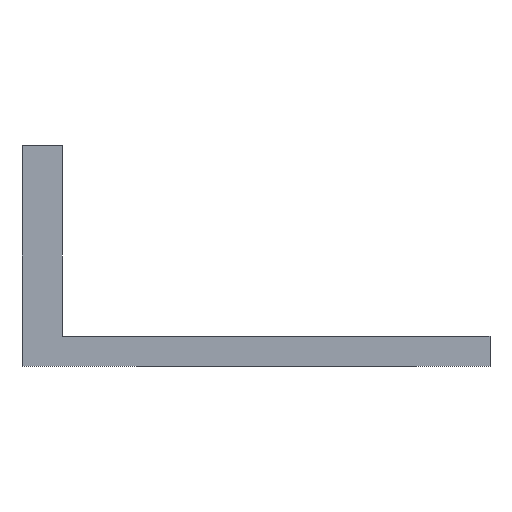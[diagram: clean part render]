
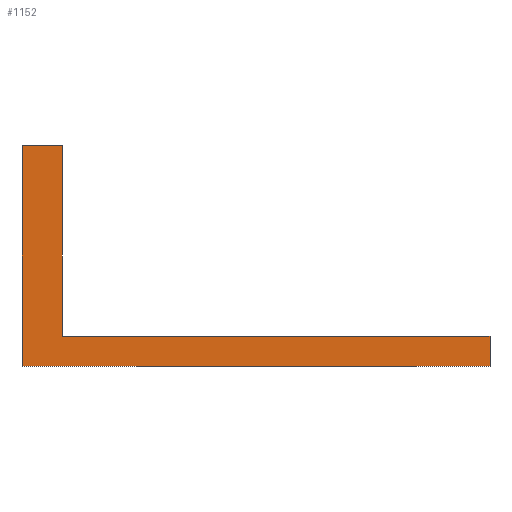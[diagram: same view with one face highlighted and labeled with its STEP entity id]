
A CAD part, front view. The second image highlights one B-rep face of the part: STEP entity #1152.
In plain terms, the highlighted planar face has unit normal (0, -1, 0).
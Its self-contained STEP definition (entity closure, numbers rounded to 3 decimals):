
#850=CARTESIAN_POINT('',(1149.246,-531.555,-5.824));
#851=VERTEX_POINT('',#850);
#858=CARTESIAN_POINT('',(1149.246,-531.555,-7.324));
#859=VERTEX_POINT('',#858);
#860=CARTESIAN_POINT('',(1149.246,-531.555,-7.324));
#861=DIRECTION('',(0.,0.,1.));
#862=VECTOR('',#861,1.5);
#863=LINE('',#860,#862);
#864=EDGE_CURVE('',#859,#851,#863,.T.);
#935=CARTESIAN_POINT('',(1125.896,-531.555,-7.324));
#936=VERTEX_POINT('',#935);
#937=CARTESIAN_POINT('',(1125.896,-531.555,3.676));
#938=VERTEX_POINT('',#937);
#939=CARTESIAN_POINT('',(1125.896,-531.555,-7.324));
#940=DIRECTION('',(0.,0.,1.));
#941=VECTOR('',#940,11.);
#942=LINE('',#939,#941);
#943=EDGE_CURVE('',#936,#938,#942,.T.);
#1115=CARTESIAN_POINT('',(1126.896,-531.555,-7.324));
#1116=DIRECTION('',(0.,-1.,0.));
#1117=DIRECTION('',(-0.,0.,-1.));
#1118=AXIS2_PLACEMENT_3D('',#1115,#1116,#1117);
#1119=PLANE('',#1118);
#1120=CARTESIAN_POINT('',(1127.896,-531.555,-5.824));
#1121=VERTEX_POINT('',#1120);
#1122=CARTESIAN_POINT('',(1127.896,-531.555,-5.824));
#1123=DIRECTION('',(1.,0.,-0.));
#1124=VECTOR('',#1123,21.35);
#1125=LINE('',#1122,#1124);
#1126=EDGE_CURVE('',#1121,#851,#1125,.T.);
#1127=ORIENTED_EDGE('',*,*,#1126,.F.);
#1128=CARTESIAN_POINT('',(1127.896,-531.555,3.676));
#1129=VERTEX_POINT('',#1128);
#1130=CARTESIAN_POINT('',(1127.896,-531.555,3.676));
#1131=DIRECTION('',(-0.,0.,-1.));
#1132=VECTOR('',#1131,9.5);
#1133=LINE('',#1130,#1132);
#1134=EDGE_CURVE('',#1129,#1121,#1133,.T.);
#1135=ORIENTED_EDGE('',*,*,#1134,.F.);
#1136=CARTESIAN_POINT('',(1125.896,-531.555,3.676));
#1137=DIRECTION('',(1.,0.,-0.));
#1138=VECTOR('',#1137,2.);
#1139=LINE('',#1136,#1138);
#1140=EDGE_CURVE('',#938,#1129,#1139,.T.);
#1141=ORIENTED_EDGE('',*,*,#1140,.F.);
#1142=ORIENTED_EDGE('',*,*,#943,.F.);
#1143=CARTESIAN_POINT('',(1125.896,-531.555,-7.324));
#1144=DIRECTION('',(1.,0.,-0.));
#1145=VECTOR('',#1144,23.35);
#1146=LINE('',#1143,#1145);
#1147=EDGE_CURVE('',#936,#859,#1146,.T.);
#1148=ORIENTED_EDGE('',*,*,#1147,.T.);
#1149=ORIENTED_EDGE('',*,*,#864,.T.);
#1150=EDGE_LOOP('',(#1127,#1135,#1141,#1142,#1148,#1149));
#1151=FACE_BOUND('',#1150,.T.);
#1152=ADVANCED_FACE('',(#1151),#1119,.T.);
